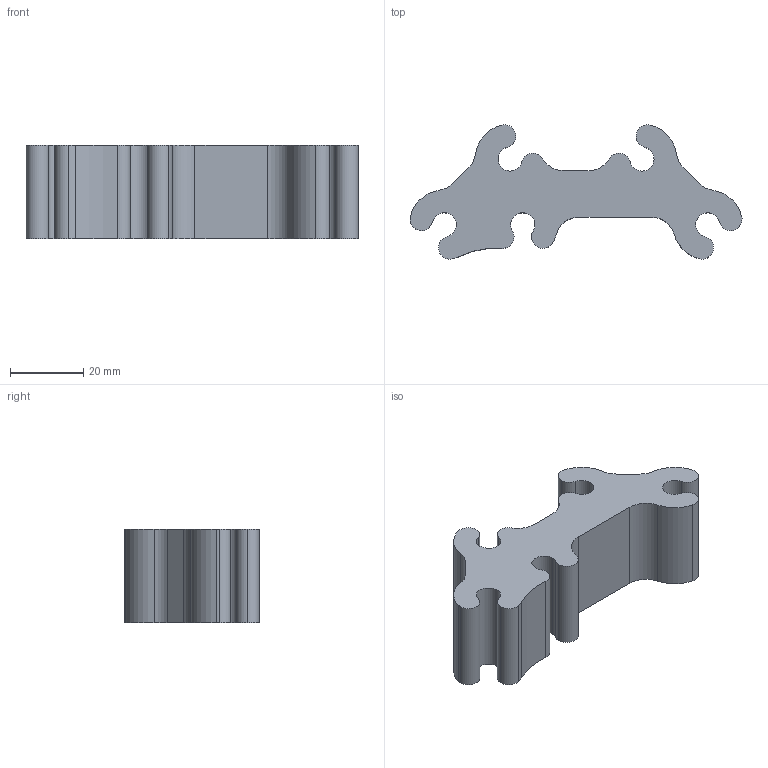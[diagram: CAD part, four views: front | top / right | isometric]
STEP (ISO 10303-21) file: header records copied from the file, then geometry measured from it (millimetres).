
FILE_DESCRIPTION (( 'STEP AP214' ), '1' );
FILE_NAME ('am-0212 Corner Extrusion REV2.STEP', '2018-06-12T14:57:32', ( '' ), ( '' ), 'SwSTEP 2.0', 'SolidWorks 2017', '' );
FILE_SCHEMA (( 'AUTOMOTIVE_DESIGN' ));
Length unit declared in the file: inch
Products named in the file (1): am-0212 Corner Extrusion REV2
Bounding box: 90.5 x 36.61 x 25.4 mm (x, y, z)
Volume: 39785.5 mm3; surface area: 11185.3 mm2
Topology: 1 solids, 1 shells, 45 faces, 129 edges, 86 vertices
Faces by surface type: cylinder 39, plane 6
Entity records: 1561 total; most frequent: DIRECTION 299, CARTESIAN_POINT 261, ORIENTED_EDGE 258, EDGE_CURVE 129, AXIS2_PLACEMENT_3D 124, VERTEX_POINT 86, CIRCLE 78, LINE 51
